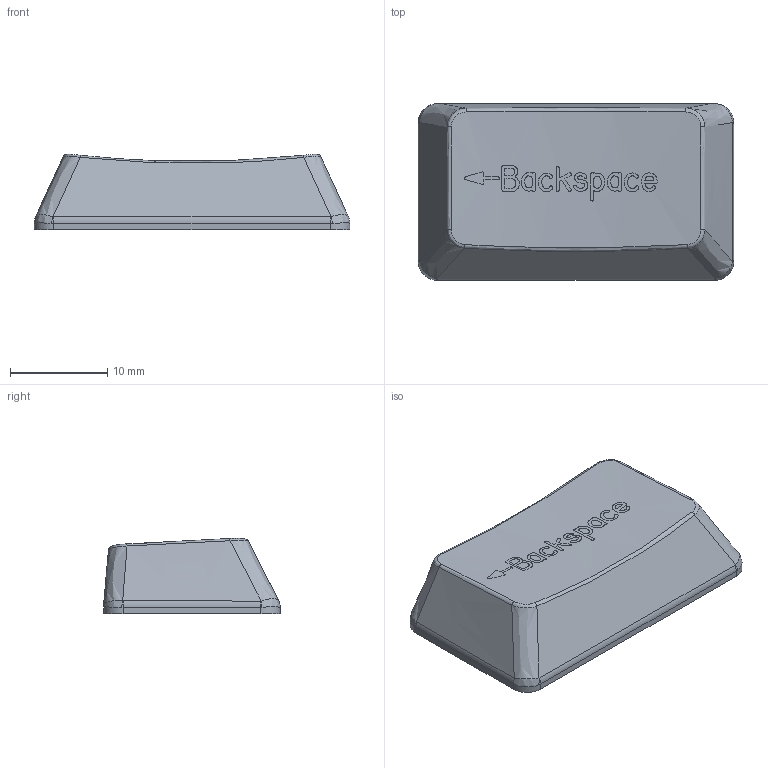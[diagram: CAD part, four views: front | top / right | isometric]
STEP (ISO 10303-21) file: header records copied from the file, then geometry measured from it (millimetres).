
FILE_DESCRIPTION(/* description */ (''),/* implementation_level */ '2;1');
FILE_NAME(/* name */ 'Row_2_1.75u_Backspace_text_icon.step',/* time_stamp */ '2021-08-10T00:33:38-05:00',/* author */ (''),/* organization */ (''),/* preprocessor_version */ 'ST-DEVELOPER v18.1',/* originating_system */ 'Autodesk Translation Framework v10.9.0.1377',/* authorisation */ '');
FILE_SCHEMA (('AUTOMOTIVE_DESIGN { 1 0 10303 214 3 1 1 }'));
Length unit declared in the file: millimetre
Products named in the file (1): Row_2_1.75u_Backspace_text_icon
Bounding box: 32.45 x 18.16 x 7.74 mm (x, y, z)
Volume: 880.1 mm3; surface area: 2241 mm2
Topology: 1 solids, 1 shells, 106 faces, 440 edges, 355 vertices
Faces by surface type: bspline 67, plane 26, cylinder 13
Full cylindrical faces by diameter (mm): 5.5 x1
Entity records: 7035 total; most frequent: CARTESIAN_POINT 3954, ORIENTED_EDGE 880, EDGE_CURVE 440, VERTEX_POINT 355, B_SPLINE_CURVE_WITH_KNOTS 307, DIRECTION 273, EDGE_LOOP 125, FACE_OUTER_BOUND 106
